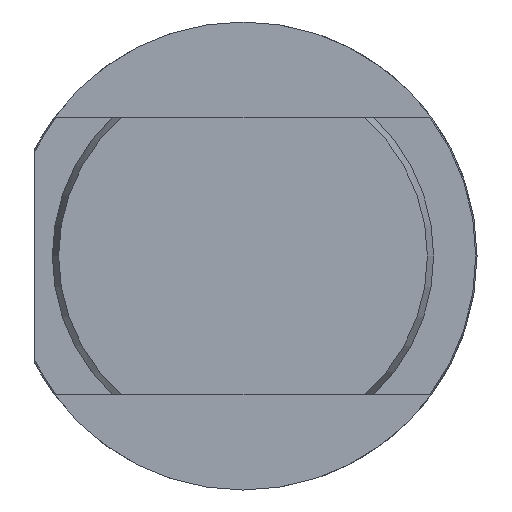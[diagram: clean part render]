
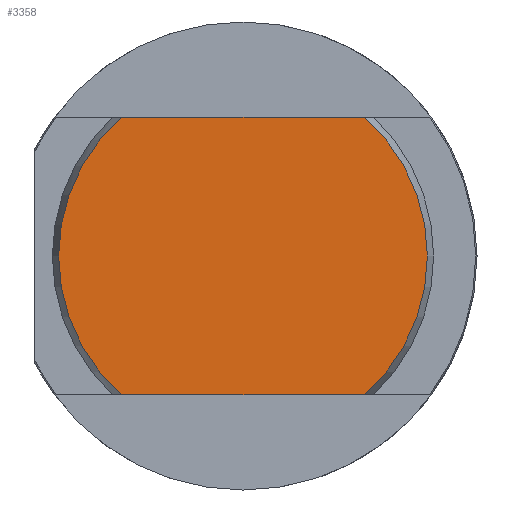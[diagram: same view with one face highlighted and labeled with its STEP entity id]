
A CAD part, left-side view. The second image highlights one B-rep face of the part: STEP entity #3358.
In plain terms, the highlighted planar face has unit normal (-1, 0, 0).
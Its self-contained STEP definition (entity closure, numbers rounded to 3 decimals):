
#27 = VECTOR ( 'NONE', #976, 1000. ) ;
#48 = CIRCLE ( 'NONE', #3901, 10.636 ) ;
#120 = CIRCLE ( 'NONE', #3895, 10.636 ) ;
#121 = VECTOR ( 'NONE', #981, 1000. ) ;
#123 = LINE ( 'NONE', #980, #121 ) ;
#125 = LINE ( 'NONE', #975, #27 ) ;
#233 = EDGE_LOOP ( 'NONE', ( #1986, #1985, #1984, #1983 ) ) ;
#933 = CARTESIAN_POINT ( 'NONE',  ( 0., 0., 0. ) ) ;
#934 = DIRECTION ( 'NONE',  ( -1., 0., 0. ) ) ;
#935 = DIRECTION ( 'NONE',  ( 0., 0., -1. ) ) ;
#968 = CARTESIAN_POINT ( 'NONE',  ( 0., 0., 0. ) ) ;
#975 = CARTESIAN_POINT ( 'NONE',  ( 0., 12.75, -8. ) ) ;
#976 = DIRECTION ( 'NONE',  ( 0., 1., 0. ) ) ;
#978 = DIRECTION ( 'NONE',  ( -1., 0., 0. ) ) ;
#979 = DIRECTION ( 'NONE',  ( 0., 0., -1. ) ) ;
#980 = CARTESIAN_POINT ( 'NONE',  ( 0., 12.75, 8. ) ) ;
#981 = DIRECTION ( 'NONE',  ( 0., -1., 0. ) ) ;
#1983 = ORIENTED_EDGE ( 'NONE', *, *, #3515, .F. ) ;
#1984 = ORIENTED_EDGE ( 'NONE', *, *, #3501, .T. ) ;
#1985 = ORIENTED_EDGE ( 'NONE', *, *, #3513, .F. ) ;
#1986 = ORIENTED_EDGE ( 'NONE', *, *, #3514, .T. ) ;
#2275 = FACE_OUTER_BOUND ( 'NONE', #233, .T. ) ;
#2595 = CARTESIAN_POINT ( 'NONE',  ( 0., -7.009, -8. ) ) ;
#2599 = CARTESIAN_POINT ( 'NONE',  ( 0., 7.009, -8. ) ) ;
#2601 = CARTESIAN_POINT ( 'NONE',  ( 0., -7.009, 8. ) ) ;
#2604 = CARTESIAN_POINT ( 'NONE',  ( 0., 7.009, 8. ) ) ;
#2669 = DIRECTION ( 'NONE',  ( 1., 0., 0. ) ) ;
#2962 = PLANE ( 'NONE',  #3791 ) ;
#2973 = CARTESIAN_POINT ( 'NONE',  ( 0., 0., 0. ) ) ;
#2992 = DIRECTION ( 'NONE',  ( 0., 0., -1. ) ) ;
#3214 = VERTEX_POINT ( 'NONE', #2601 ) ;
#3217 = VERTEX_POINT ( 'NONE', #2599 ) ;
#3226 = VERTEX_POINT ( 'NONE', #2604 ) ;
#3227 = VERTEX_POINT ( 'NONE', #2595 ) ;
#3358 = ADVANCED_FACE ( 'NONE', ( #2275 ), #2962, .F. ) ;
#3501 = EDGE_CURVE ( 'NONE', #3227, #3214, #120, .T. ) ;
#3513 = EDGE_CURVE ( 'NONE', #3227, #3217, #125, .T. ) ;
#3514 = EDGE_CURVE ( 'NONE', #3226, #3217, #48, .T. ) ;
#3515 = EDGE_CURVE ( 'NONE', #3226, #3214, #123, .T. ) ;
#3791 = AXIS2_PLACEMENT_3D ( 'NONE', #2973, #2669, #2992 ) ;
#3895 = AXIS2_PLACEMENT_3D ( 'NONE', #933, #934, #935 ) ;
#3901 = AXIS2_PLACEMENT_3D ( 'NONE', #968, #978, #979 ) ;
